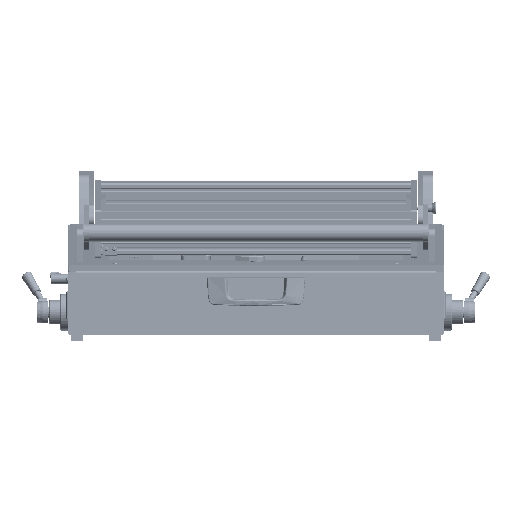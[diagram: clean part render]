
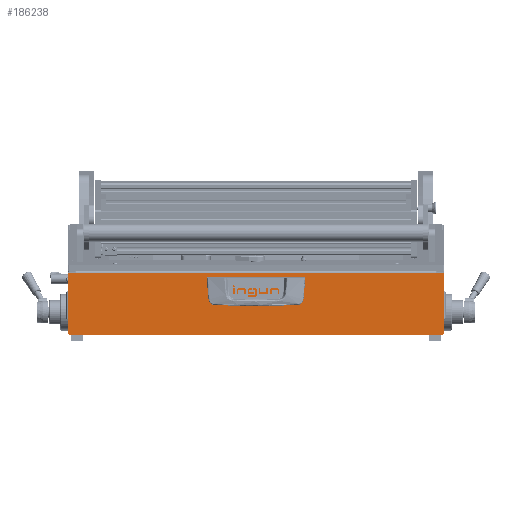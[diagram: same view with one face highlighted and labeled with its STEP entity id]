
A CAD part, top view. The second image highlights one B-rep face of the part: STEP entity #186238.
In plain terms, the highlighted face is planar.
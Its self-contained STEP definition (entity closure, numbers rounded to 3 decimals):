
#7 = ORIENTED_EDGE ( 'NONE', *, *, #136095, .F. ) ;
#135 = VERTEX_POINT ( 'NONE', #152306 ) ;
#2182 = DIRECTION ( 'NONE',  ( 0., 0., -1. ) ) ;
#2743 = EDGE_CURVE ( 'NONE', #67414, #135, #96957, .T. ) ;
#3428 = EDGE_CURVE ( 'NONE', #147047, #181139, #82897, .T. ) ;
#6288 = AXIS2_PLACEMENT_3D ( 'NONE', #143398, #148611, #126680 ) ;
#11098 = AXIS2_PLACEMENT_3D ( 'NONE', #121565, #19329, #123739 ) ;
#15518 = CARTESIAN_POINT ( 'NONE',  ( -2., 599., 100.53 ) ) ;
#16692 = VECTOR ( 'NONE', #127072, 1000. ) ;
#19193 = VECTOR ( 'NONE', #71858, 1000. ) ;
#19329 = DIRECTION ( 'NONE',  ( -1., 0., 0. ) ) ;
#22423 = CARTESIAN_POINT ( 'NONE',  ( -2., 610., 0. ) ) ;
#23371 = CARTESIAN_POINT ( 'NONE',  ( -2., 9., 100.53 ) ) ;
#23998 = EDGE_LOOP ( 'NONE', ( #166247, #164812 ) ) ;
#28257 = CARTESIAN_POINT ( 'NONE',  ( -2., 356., 73.7 ) ) ;
#30007 = CARTESIAN_POINT ( 'NONE',  ( -2., 599., 100.53 ) ) ;
#34842 = DIRECTION ( 'NONE',  ( 0., 1., 0. ) ) ;
#35398 = DIRECTION ( 'NONE',  ( 0., 1., 0. ) ) ;
#40538 = EDGE_CURVE ( 'NONE', #172630, #183818, #84353, .T. ) ;
#41560 = CARTESIAN_POINT ( 'NONE',  ( -2., -4., 100.53 ) ) ;
#44719 = CIRCLE ( 'NONE', #176069, 3. ) ;
#48498 = CARTESIAN_POINT ( 'NONE',  ( -2., 612., 100.53 ) ) ;
#50797 = CARTESIAN_POINT ( 'NONE',  ( -2., -4., 2. ) ) ;
#53483 = EDGE_CURVE ( 'NONE', #178499, #84348, #55625, .T. ) ;
#54084 = LINE ( 'NONE', #189733, #19193 ) ;
#55625 = LINE ( 'NONE', #23371, #191777 ) ;
#57832 = CARTESIAN_POINT ( 'NONE',  ( -2., 612., 2. ) ) ;
#59797 = ORIENTED_EDGE ( 'NONE', *, *, #185958, .T. ) ;
#60787 = CARTESIAN_POINT ( 'NONE',  ( -2., 9., 99.971 ) ) ;
#60924 = CARTESIAN_POINT ( 'NONE',  ( -2., 599., 99.971 ) ) ;
#62226 = CARTESIAN_POINT ( 'NONE',  ( -2., -4., 99.971 ) ) ;
#65380 = EDGE_CURVE ( 'NONE', #181139, #147047, #89214, .T. ) ;
#66567 = VECTOR ( 'NONE', #169669, 1000. ) ;
#67414 = VERTEX_POINT ( 'NONE', #99866 ) ;
#68836 = CARTESIAN_POINT ( 'NONE',  ( -2., -4., 99.971 ) ) ;
#70244 = VECTOR ( 'NONE', #35398, 1000. ) ;
#71858 = DIRECTION ( 'NONE',  ( 0., 1., 0. ) ) ;
#71965 = ORIENTED_EDGE ( 'NONE', *, *, #2743, .F. ) ;
#74619 = EDGE_CURVE ( 'NONE', #135, #67414, #44719, .T. ) ;
#74732 = DIRECTION ( 'NONE',  ( 1., 0., 0. ) ) ;
#81888 = ORIENTED_EDGE ( 'NONE', *, *, #53483, .T. ) ;
#81899 = VERTEX_POINT ( 'NONE', #60924 ) ;
#82206 = VERTEX_POINT ( 'NONE', #211859 ) ;
#82678 = CARTESIAN_POINT ( 'NONE',  ( -2., 9., 100.53 ) ) ;
#82897 = CIRCLE ( 'NONE', #111209, 3. ) ;
#84348 = VERTEX_POINT ( 'NONE', #82678 ) ;
#84353 = CIRCLE ( 'NONE', #6288, 2. ) ;
#84396 = CARTESIAN_POINT ( 'NONE',  ( -2., 249., 73.7 ) ) ;
#88834 = EDGE_CURVE ( 'NONE', #84348, #207132, #105131, .T. ) ;
#89214 = CIRCLE ( 'NONE', #11098, 3. ) ;
#91404 = FACE_BOUND ( 'NONE', #23998, .T. ) ;
#96879 = VERTEX_POINT ( 'NONE', #50797 ) ;
#96957 = CIRCLE ( 'NONE', #153829, 3. ) ;
#98302 = AXIS2_PLACEMENT_3D ( 'NONE', #187114, #213054, #34842 ) ;
#99866 = CARTESIAN_POINT ( 'NONE',  ( -2., 246., 73.7 ) ) ;
#100357 = EDGE_CURVE ( 'NONE', #207132, #81899, #187802, .T. ) ;
#100992 = DIRECTION ( 'NONE',  ( -1., 0., 0. ) ) ;
#101754 = LINE ( 'NONE', #48498, #174995 ) ;
#104142 = ORIENTED_EDGE ( 'NONE', *, *, #88834, .T. ) ;
#105131 = LINE ( 'NONE', #137477, #66567 ) ;
#105420 = ORIENTED_EDGE ( 'NONE', *, *, #182698, .F. ) ;
#111209 = AXIS2_PLACEMENT_3D ( 'NONE', #215946, #195997, #164784 ) ;
#113376 = EDGE_CURVE ( 'NONE', #81899, #172638, #177859, .T. ) ;
#114211 = CARTESIAN_POINT ( 'NONE',  ( -2., 362., 73.7 ) ) ;
#115187 = DIRECTION ( 'NONE',  ( 0., 0., -1. ) ) ;
#120627 = EDGE_CURVE ( 'NONE', #172638, #172630, #101754, .T. ) ;
#121565 = CARTESIAN_POINT ( 'NONE',  ( -2., 359., 73.7 ) ) ;
#123409 = DIRECTION ( 'NONE',  ( 0., 0., 1. ) ) ;
#123418 = CARTESIAN_POINT ( 'NONE',  ( -2., 612., 99.971 ) ) ;
#123739 = DIRECTION ( 'NONE',  ( 0., -1., 0. ) ) ;
#126680 = DIRECTION ( 'NONE',  ( 0., 1., 0. ) ) ;
#127072 = DIRECTION ( 'NONE',  ( 0., 0., -1. ) ) ;
#128010 = CARTESIAN_POINT ( 'NONE',  ( -2., -4., 100.53 ) ) ;
#128172 = LINE ( 'NONE', #41560, #16692 ) ;
#132284 = DIRECTION ( 'NONE',  ( 0., 1., 0. ) ) ;
#134449 = DIRECTION ( 'NONE',  ( 0., 1., 0. ) ) ;
#134492 = DIRECTION ( 'NONE',  ( -1., 0., 0. ) ) ;
#136095 = EDGE_CURVE ( 'NONE', #142246, #183818, #54084, .T. ) ;
#136706 = ORIENTED_EDGE ( 'NONE', *, *, #100357, .T. ) ;
#137477 = CARTESIAN_POINT ( 'NONE',  ( -2., -4., 100.53 ) ) ;
#142231 = ORIENTED_EDGE ( 'NONE', *, *, #40538, .T. ) ;
#142246 = VERTEX_POINT ( 'NONE', #184408 ) ;
#142553 = DIRECTION ( 'NONE',  ( 0., 1., 0. ) ) ;
#143398 = CARTESIAN_POINT ( 'NONE',  ( -2., 610., 2. ) ) ;
#147047 = VERTEX_POINT ( 'NONE', #28257 ) ;
#147731 = EDGE_LOOP ( 'NONE', ( #105420, #217028, #81888, #104142, #136706, #164423, #156513, #142231, #7, #59797 ) ) ;
#148611 = DIRECTION ( 'NONE',  ( -1., 0., 0. ) ) ;
#152306 = CARTESIAN_POINT ( 'NONE',  ( -2., 252., 73.7 ) ) ;
#153829 = AXIS2_PLACEMENT_3D ( 'NONE', #218918, #134492, #132284 ) ;
#155152 = AXIS2_PLACEMENT_3D ( 'NONE', #128010, #74732, #142553 ) ;
#156513 = ORIENTED_EDGE ( 'NONE', *, *, #120627, .T. ) ;
#157968 = ORIENTED_EDGE ( 'NONE', *, *, #74619, .F. ) ;
#161397 = PLANE ( 'NONE',  #155152 ) ;
#164423 = ORIENTED_EDGE ( 'NONE', *, *, #113376, .T. ) ;
#164784 = DIRECTION ( 'NONE',  ( 0., -1., 0. ) ) ;
#164812 = ORIENTED_EDGE ( 'NONE', *, *, #65380, .F. ) ;
#166247 = ORIENTED_EDGE ( 'NONE', *, *, #3428, .F. ) ;
#169485 = VECTOR ( 'NONE', #2182, 1000. ) ;
#169669 = DIRECTION ( 'NONE',  ( 0., 1., 0. ) ) ;
#172630 = VERTEX_POINT ( 'NONE', #57832 ) ;
#172638 = VERTEX_POINT ( 'NONE', #123418 ) ;
#174995 = VECTOR ( 'NONE', #115187, 1000. ) ;
#176069 = AXIS2_PLACEMENT_3D ( 'NONE', #84396, #100992, #134449 ) ;
#177859 = LINE ( 'NONE', #62226, #205865 ) ;
#178499 = VERTEX_POINT ( 'NONE', #60787 ) ;
#181139 = VERTEX_POINT ( 'NONE', #114211 ) ;
#181479 = EDGE_LOOP ( 'NONE', ( #71965, #157968 ) ) ;
#182698 = EDGE_CURVE ( 'NONE', #82206, #96879, #128172, .T. ) ;
#183818 = VERTEX_POINT ( 'NONE', #22423 ) ;
#184408 = CARTESIAN_POINT ( 'NONE',  ( -2., -2., 0. ) ) ;
#185958 = EDGE_CURVE ( 'NONE', #142246, #96879, #219103, .T. ) ;
#186238 = ADVANCED_FACE ( 'NONE', ( #212499, #91404, #196968 ), #161397, .F. ) ;
#186772 = EDGE_CURVE ( 'NONE', #82206, #178499, #187680, .T. ) ;
#187114 = CARTESIAN_POINT ( 'NONE',  ( -2., -2., 2. ) ) ;
#187680 = LINE ( 'NONE', #68836, #70244 ) ;
#187802 = LINE ( 'NONE', #15518, #169485 ) ;
#189733 = CARTESIAN_POINT ( 'NONE',  ( -2., -4., 0. ) ) ;
#191777 = VECTOR ( 'NONE', #123409, 1000. ) ;
#195997 = DIRECTION ( 'NONE',  ( -1., 0., 0. ) ) ;
#196968 = FACE_OUTER_BOUND ( 'NONE', #147731, .T. ) ;
#205865 = VECTOR ( 'NONE', #210148, 1000. ) ;
#207132 = VERTEX_POINT ( 'NONE', #30007 ) ;
#210148 = DIRECTION ( 'NONE',  ( 0., 1., 0. ) ) ;
#211859 = CARTESIAN_POINT ( 'NONE',  ( -2., -4., 99.971 ) ) ;
#212499 = FACE_BOUND ( 'NONE', #181479, .T. ) ;
#213054 = DIRECTION ( 'NONE',  ( -1., 0., 0. ) ) ;
#215946 = CARTESIAN_POINT ( 'NONE',  ( -2., 359., 73.7 ) ) ;
#217028 = ORIENTED_EDGE ( 'NONE', *, *, #186772, .T. ) ;
#218918 = CARTESIAN_POINT ( 'NONE',  ( -2., 249., 73.7 ) ) ;
#219103 = CIRCLE ( 'NONE', #98302, 2. ) ;
